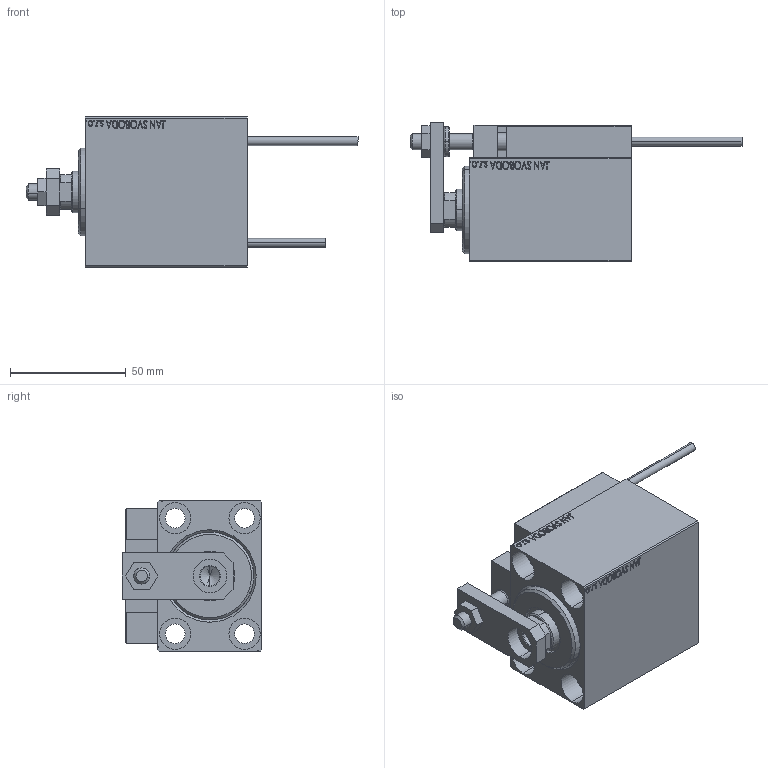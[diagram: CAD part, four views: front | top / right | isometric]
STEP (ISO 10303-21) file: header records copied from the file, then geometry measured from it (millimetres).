
FILE_DESCRIPTION (( 'STEP AP203' ), '1' );
FILE_NAME ('9994.STEP', '2022-04-17T14:25:00', ( '' ), ( '' ), 'SwSTEP 2.0', 'SolidWorks 2019', '' );
FILE_SCHEMA (( 'CONFIG_CONTROL_DESIGN' ));
Length unit declared in the file: millimetre
Products named in the file (15): ALLEN BOLT D5 af011316cfd8b97a3f3f60b372a1cc0c; ZARAZKA af011316cfd8b97a3f3f60b372a1cc0c; NUT_D12 af011316cfd8b97a3f3f60b372a1cc0c; ALLEN BOLT D8 af011316cfd8b97a3f3f60b372a1cc0c; 9994; SWITCH X af011316cfd8b97a3f3f60b372a1cc0c; SWITCH_X_FRONT_BACK af011316cfd8b97a3f3f60b372a1cc0c; Block af011316cfd8b97a3f3f60b372a1cc0c; V450CM_C_Body af011316cfd8b97a3f3f60b372a1cc0c; V450CM_C_VCP af011316cfd8b97a3f3f60b372a1cc0c; TYC_L79 af011316cfd8b97a3f3f60b372a1cc0c; V450CM_VC_B af011316cfd8b97a3f3f60b372a1cc0c; SWITCH DIM B,W af011316cfd8b97a3f3f60b372a1cc0c; KONCOVKA af011316cfd8b97a3f3f60b372a1cc0c; MAGNET af011316cfd8b97a3f3f60b372a1cc0c
Assembly tree (24 placements, depth 3):
  9994
    V450CM_C_Body af011316cfd8b97a3f3f60b372a1cc0c
    SWITCH X af011316cfd8b97a3f3f60b372a1cc0c
      SWITCH_X_FRONT_BACK af011316cfd8b97a3f3f60b372a1cc0c  x2
      TYC_L79 af011316cfd8b97a3f3f60b372a1cc0c
      Block af011316cfd8b97a3f3f60b372a1cc0c  x2
      ALLEN BOLT D5 af011316cfd8b97a3f3f60b372a1cc0c  x4
      ALLEN BOLT D8 af011316cfd8b97a3f3f60b372a1cc0c  x4
      MAGNET af011316cfd8b97a3f3f60b372a1cc0c  x2
      KONCOVKA af011316cfd8b97a3f3f60b372a1cc0c  x2
    NUT_D12 af011316cfd8b97a3f3f60b372a1cc0c
    SWITCH DIM B,W af011316cfd8b97a3f3f60b372a1cc0c
    ZARAZKA af011316cfd8b97a3f3f60b372a1cc0c
    V450CM_C_VCP af011316cfd8b97a3f3f60b372a1cc0c
    V450CM_VC_B af011316cfd8b97a3f3f60b372a1cc0c
Bounding box: 143.7 x 60.5 x 65 mm (x, y, z)
Volume: 223122.4 mm3; surface area: 70761.1 mm2
Topology: 23 solids, 23 shells, 1282 faces, 3073 edges, 1965 vertices
Faces by surface type: plane 560, bspline 380, cylinder 188, cone 106, torus 44, sphere 4
Entity records: 50316 total; most frequent: CARTESIAN_POINT 26025, ORIENTED_EDGE 5166, DIRECTION 3461, EDGE_CURVE 2583, VERTEX_POINT 1689, VECTOR 1487, LINE 1487, EDGE_LOOP 1192
